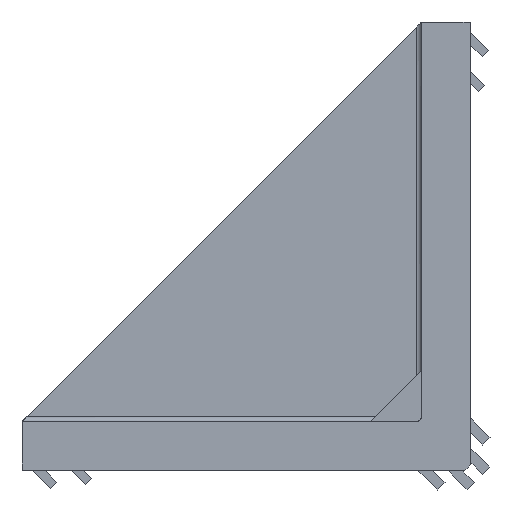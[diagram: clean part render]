
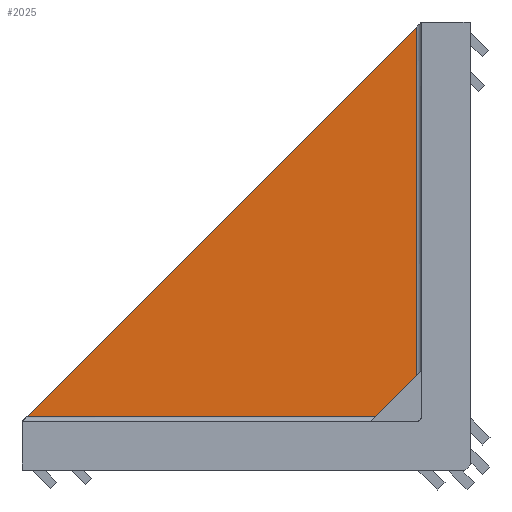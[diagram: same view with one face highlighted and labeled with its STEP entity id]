
A CAD part, left-side view. The second image highlights one B-rep face of the part: STEP entity #2025.
In plain terms, the highlighted planar face has unit normal (-1, 0, 0).
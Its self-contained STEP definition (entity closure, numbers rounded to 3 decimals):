
#215 = VECTOR ( 'NONE', #4038, 1000. ) ;
#255 = CARTESIAN_POINT ( 'NONE',  ( 14.7, 42.75, -33.25 ) ) ;
#311 = LINE ( 'NONE', #6836, #215 ) ;
#818 = EDGE_CURVE ( 'NONE', #1225, #3760, #3182, .T. ) ;
#1057 = CARTESIAN_POINT ( 'NONE',  ( 14.7, -34.25, -33.25 ) ) ;
#1225 = VERTEX_POINT ( 'NONE', #255 ) ;
#1314 = ORIENTED_EDGE ( 'NONE', *, *, #6450, .T. ) ;
#1319 = CARTESIAN_POINT ( 'NONE',  ( 14.7, 43.75, 43.75 ) ) ;
#1928 = PLANE ( 'NONE',  #3187 ) ;
#2025 = ADVANCED_FACE ( 'NONE', ( #4954 ), #1928, .F. ) ;
#2477 = LINE ( 'NONE', #3086, #3399 ) ;
#2856 = EDGE_LOOP ( 'NONE', ( #4391, #1314, #7083 ) ) ;
#2911 = CARTESIAN_POINT ( 'NONE',  ( 14.7, -33.25, 42.75 ) ) ;
#3035 = VERTEX_POINT ( 'NONE', #2911 ) ;
#3086 = CARTESIAN_POINT ( 'NONE',  ( 14.7, -33.25, 43.75 ) ) ;
#3149 = DIRECTION ( 'NONE',  ( 0., 0., -1. ) ) ;
#3182 = LINE ( 'NONE', #1057, #7222 ) ;
#3187 = AXIS2_PLACEMENT_3D ( 'NONE', #1319, #4246, #3149 ) ;
#3399 = VECTOR ( 'NONE', #6423, 1000. ) ;
#3760 = VERTEX_POINT ( 'NONE', #5389 ) ;
#4038 = DIRECTION ( 'NONE',  ( 0., -0.707, 0.707 ) ) ;
#4246 = DIRECTION ( 'NONE',  ( 1., 0., 0. ) ) ;
#4391 = ORIENTED_EDGE ( 'NONE', *, *, #818, .T. ) ;
#4954 = FACE_OUTER_BOUND ( 'NONE', #2856, .T. ) ;
#5389 = CARTESIAN_POINT ( 'NONE',  ( 14.7, -33.25, -33.25 ) ) ;
#6423 = DIRECTION ( 'NONE',  ( 0., 0., 1. ) ) ;
#6450 = EDGE_CURVE ( 'NONE', #3760, #3035, #2477, .T. ) ;
#6818 = DIRECTION ( 'NONE',  ( 0., -1., 0. ) ) ;
#6836 = CARTESIAN_POINT ( 'NONE',  ( 14.7, 43.75, -34.25 ) ) ;
#6936 = EDGE_CURVE ( 'NONE', #1225, #3035, #311, .T. ) ;
#7083 = ORIENTED_EDGE ( 'NONE', *, *, #6936, .F. ) ;
#7222 = VECTOR ( 'NONE', #6818, 1000. ) ;
